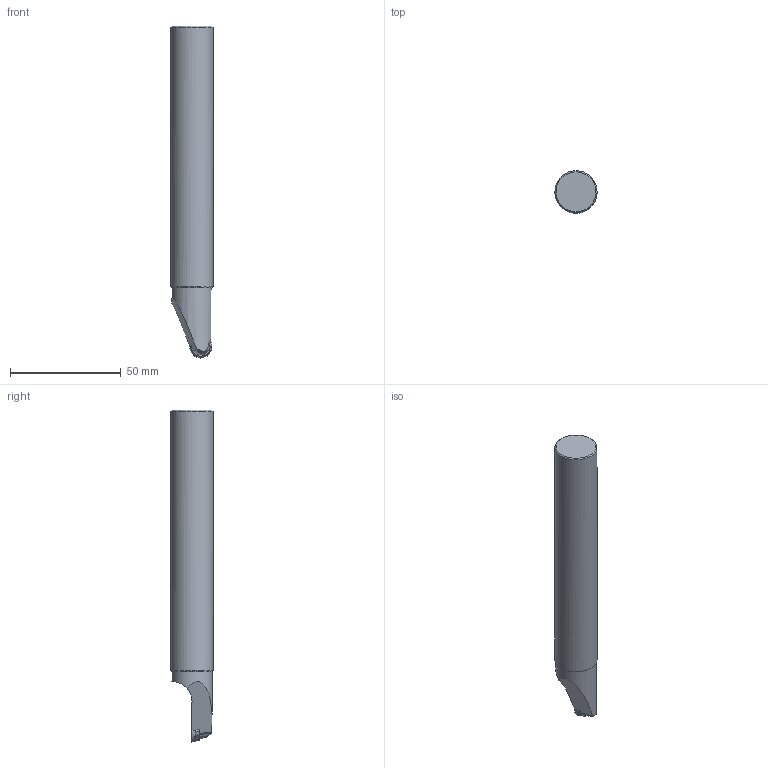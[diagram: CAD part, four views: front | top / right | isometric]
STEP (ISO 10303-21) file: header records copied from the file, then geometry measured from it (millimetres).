
FILE_DESCRIPTION(/* description */ (''),/* implementation_level */ '2;1');
FILE_NAME(/* name */ '1542078116823.stp',/* time_stamp */ '2018-11-13T08:32:18+05:00',/* author */ (''),/* organization */ ('SMS'),/* preprocessor_version */ 'ST-DEVELOPER v15',/* originating_system */ 'SIEMENS PLM Software NX 8.5',/* authorisation */ '');
FILE_SCHEMA (('AUTOMOTIVE_DESIGN { 1 0 10303 214 3 1 1 1 }'));
Length unit declared in the file: millimetre
Products named in the file (4): ASSEMBLY_CONSTRUCTION; 201764927mod000_00; 201925936mod000_00; 201925933mod000_00
Assembly tree (3 placements, depth 2):
  201925933mod000_00
    201925936mod000_00
    201764927mod000_00
    ASSEMBLY_CONSTRUCTION
Bounding box: 19.05 x 19.05 x 149.99 mm (x, y, z)
Volume: 37530.4 mm3; surface area: 9016.3 mm2
Topology: 2 solids, 2 shells, 39 faces, 105 edges, 77 vertices
Faces by surface type: plane 24, cone 7, cylinder 6, torus 2
Full cylindrical faces by diameter (mm): 4.4 x2, 19.05 x1
Entity records: 1385 total; most frequent: CARTESIAN_POINT 351, DIRECTION 196, ORIENTED_EDGE 168, AXIS2_PLACEMENT_3D 85, EDGE_CURVE 84, VERTEX_POINT 60, EDGE_LOOP 52, ADVANCED_FACE 39
